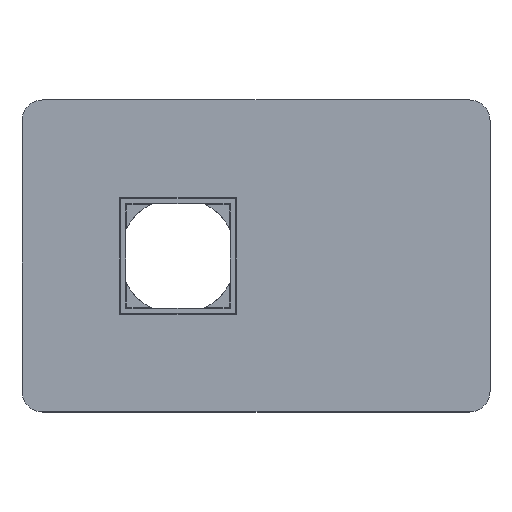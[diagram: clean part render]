
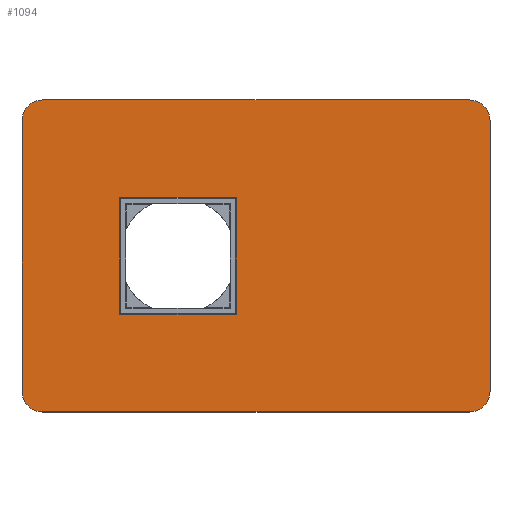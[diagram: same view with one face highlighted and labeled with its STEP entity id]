
A CAD part, top view. The second image highlights one B-rep face of the part: STEP entity #1094.
In plain terms, the highlighted planar face has unit normal (0, 0, 1).
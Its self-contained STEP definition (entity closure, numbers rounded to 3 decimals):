
#3 = EDGE_LOOP ( 'NONE', ( #12, #154, #457, #1270, #792, #986, #103, #1515 ) ) ;
#7 = AXIS2_PLACEMENT_3D ( 'NONE', #1216, #768, #1230 ) ;
#9 = DIRECTION ( 'NONE',  ( -1., 0., 0. ) ) ;
#12 = ORIENTED_EDGE ( 'NONE', *, *, #1132, .T. ) ;
#22 = DIRECTION ( 'NONE',  ( 1., 0., 0. ) ) ;
#48 = CARTESIAN_POINT ( 'NONE',  ( 0., 4., 2. ) ) ;
#78 = VECTOR ( 'NONE', #1084, 1000. ) ;
#93 = DIRECTION ( 'NONE',  ( 0., 0., 1. ) ) ;
#103 = ORIENTED_EDGE ( 'NONE', *, *, #1005, .T. ) ;
#108 = CARTESIAN_POINT ( 'NONE',  ( 0., 56., 2. ) ) ;
#122 = LINE ( 'NONE', #1024, #666 ) ;
#135 = CARTESIAN_POINT ( 'NONE',  ( 86., 60., 2. ) ) ;
#138 = CARTESIAN_POINT ( 'NONE',  ( 18.8, 41.2, 2. ) ) ;
#154 = ORIENTED_EDGE ( 'NONE', *, *, #1220, .T. ) ;
#186 = VERTEX_POINT ( 'NONE', #108 ) ;
#193 = EDGE_CURVE ( 'NONE', #1307, #881, #122, .T. ) ;
#234 = VERTEX_POINT ( 'NONE', #458 ) ;
#252 = VERTEX_POINT ( 'NONE', #955 ) ;
#253 = CARTESIAN_POINT ( 'NONE',  ( 0., 41.2, 2. ) ) ;
#264 = DIRECTION ( 'NONE',  ( 0., 0., 1. ) ) ;
#286 = EDGE_CURVE ( 'NONE', #252, #1412, #1185, .T. ) ;
#296 = VECTOR ( 'NONE', #953, 1000. ) ;
#304 = VERTEX_POINT ( 'NONE', #135 ) ;
#317 = VERTEX_POINT ( 'NONE', #1191 ) ;
#352 = VERTEX_POINT ( 'NONE', #435 ) ;
#363 = CARTESIAN_POINT ( 'NONE',  ( 90., 60., 2. ) ) ;
#371 = CIRCLE ( 'NONE', #7, 4. ) ;
#380 = CARTESIAN_POINT ( 'NONE',  ( 4., 56., 2. ) ) ;
#435 = CARTESIAN_POINT ( 'NONE',  ( 90., 56., 2. ) ) ;
#438 = LINE ( 'NONE', #565, #597 ) ;
#457 = ORIENTED_EDGE ( 'NONE', *, *, #876, .T. ) ;
#458 = CARTESIAN_POINT ( 'NONE',  ( 18.8, 18.8, 2. ) ) ;
#459 = CARTESIAN_POINT ( 'NONE',  ( 4., 4., 2. ) ) ;
#505 = DIRECTION ( 'NONE',  ( 0., -1., 0. ) ) ;
#524 = ORIENTED_EDGE ( 'NONE', *, *, #1506, .T. ) ;
#528 = CARTESIAN_POINT ( 'NONE',  ( 0., 0., 2. ) ) ;
#543 = FACE_OUTER_BOUND ( 'NONE', #3, .T. ) ;
#565 = CARTESIAN_POINT ( 'NONE',  ( 18.8, 0., 2. ) ) ;
#575 = VERTEX_POINT ( 'NONE', #138 ) ;
#577 = CARTESIAN_POINT ( 'NONE',  ( 0., 60., 2. ) ) ;
#597 = VECTOR ( 'NONE', #1147, 1000. ) ;
#606 = CARTESIAN_POINT ( 'NONE',  ( 86., 4., 2. ) ) ;
#619 = EDGE_CURVE ( 'NONE', #881, #317, #1406, .T. ) ;
#632 = CARTESIAN_POINT ( 'NONE',  ( 0., 18.8, 2. ) ) ;
#640 = ORIENTED_EDGE ( 'NONE', *, *, #1309, .T. ) ;
#666 = VECTOR ( 'NONE', #909, 1000. ) ;
#671 = ORIENTED_EDGE ( 'NONE', *, *, #1338, .T. ) ;
#675 = DIRECTION ( 'NONE',  ( 1., 0., 0. ) ) ;
#705 = LINE ( 'NONE', #949, #78 ) ;
#738 = DIRECTION ( 'NONE',  ( 1., 0., 0. ) ) ;
#747 = LINE ( 'NONE', #632, #1374 ) ;
#765 = ORIENTED_EDGE ( 'NONE', *, *, #286, .T. ) ;
#768 = DIRECTION ( 'NONE',  ( 0., 0., 1. ) ) ;
#792 = ORIENTED_EDGE ( 'NONE', *, *, #193, .T. ) ;
#864 = CARTESIAN_POINT ( 'NONE',  ( 41.2, 0., 2. ) ) ;
#867 = EDGE_CURVE ( 'NONE', #1251, #1307, #1200, .T. ) ;
#876 = EDGE_CURVE ( 'NONE', #186, #1251, #1025, .T. ) ;
#881 = VERTEX_POINT ( 'NONE', #930 ) ;
#909 = DIRECTION ( 'NONE',  ( 1., 0., 0. ) ) ;
#911 = VECTOR ( 'NONE', #505, 1000. ) ;
#930 = CARTESIAN_POINT ( 'NONE',  ( 86., 0., 2. ) ) ;
#947 = LINE ( 'NONE', #363, #1302 ) ;
#949 = CARTESIAN_POINT ( 'NONE',  ( 90., 0., 2. ) ) ;
#953 = DIRECTION ( 'NONE',  ( 1., 0., 0. ) ) ;
#955 = CARTESIAN_POINT ( 'NONE',  ( 41.2, 41.2, 2. ) ) ;
#986 = ORIENTED_EDGE ( 'NONE', *, *, #619, .T. ) ;
#1005 = EDGE_CURVE ( 'NONE', #317, #352, #705, .T. ) ;
#1007 = AXIS2_PLACEMENT_3D ( 'NONE', #606, #1070, #22 ) ;
#1011 = AXIS2_PLACEMENT_3D ( 'NONE', #459, #93, #675 ) ;
#1024 = CARTESIAN_POINT ( 'NONE',  ( 0., 0., 2. ) ) ;
#1025 = LINE ( 'NONE', #577, #1206 ) ;
#1044 = DIRECTION ( 'NONE',  ( 0., -1., 0. ) ) ;
#1063 = VERTEX_POINT ( 'NONE', #1472 ) ;
#1070 = DIRECTION ( 'NONE',  ( 0., 0., 1. ) ) ;
#1084 = DIRECTION ( 'NONE',  ( 0., 1., 0. ) ) ;
#1094 = ADVANCED_FACE ( 'NONE', ( #1217, #543 ), #1113, .T. ) ;
#1097 = DIRECTION ( 'NONE',  ( -1., 0., 0. ) ) ;
#1113 = PLANE ( 'NONE',  #1473 ) ;
#1132 = EDGE_CURVE ( 'NONE', #304, #1063, #947, .T. ) ;
#1147 = DIRECTION ( 'NONE',  ( 0., 1., 0. ) ) ;
#1185 = LINE ( 'NONE', #864, #911 ) ;
#1191 = CARTESIAN_POINT ( 'NONE',  ( 90., 4., 2. ) ) ;
#1200 = CIRCLE ( 'NONE', #1011, 4. ) ;
#1206 = VECTOR ( 'NONE', #1044, 1000. ) ;
#1216 = CARTESIAN_POINT ( 'NONE',  ( 86., 56., 2. ) ) ;
#1217 = FACE_BOUND ( 'NONE', #1227, .T. ) ;
#1220 = EDGE_CURVE ( 'NONE', #1063, #186, #1228, .T. ) ;
#1227 = EDGE_LOOP ( 'NONE', ( #671, #524, #765, #640 ) ) ;
#1228 = CIRCLE ( 'NONE', #1500, 4. ) ;
#1230 = DIRECTION ( 'NONE',  ( 1., 0., 0. ) ) ;
#1247 = EDGE_CURVE ( 'NONE', #352, #304, #371, .T. ) ;
#1251 = VERTEX_POINT ( 'NONE', #48 ) ;
#1264 = CARTESIAN_POINT ( 'NONE',  ( 41.2, 18.8, 2. ) ) ;
#1270 = ORIENTED_EDGE ( 'NONE', *, *, #867, .T. ) ;
#1282 = LINE ( 'NONE', #253, #296 ) ;
#1302 = VECTOR ( 'NONE', #9, 1000. ) ;
#1307 = VERTEX_POINT ( 'NONE', #1327 ) ;
#1309 = EDGE_CURVE ( 'NONE', #1412, #234, #747, .T. ) ;
#1327 = CARTESIAN_POINT ( 'NONE',  ( 4., 0., 2. ) ) ;
#1338 = EDGE_CURVE ( 'NONE', #234, #575, #438, .T. ) ;
#1374 = VECTOR ( 'NONE', #1097, 1000. ) ;
#1406 = CIRCLE ( 'NONE', #1007, 4. ) ;
#1412 = VERTEX_POINT ( 'NONE', #1264 ) ;
#1445 = DIRECTION ( 'NONE',  ( 0., 0., 1. ) ) ;
#1454 = DIRECTION ( 'NONE',  ( 1., 0., 0. ) ) ;
#1472 = CARTESIAN_POINT ( 'NONE',  ( 4., 60., 2. ) ) ;
#1473 = AXIS2_PLACEMENT_3D ( 'NONE', #528, #1445, #1454 ) ;
#1500 = AXIS2_PLACEMENT_3D ( 'NONE', #380, #264, #738 ) ;
#1506 = EDGE_CURVE ( 'NONE', #575, #252, #1282, .T. ) ;
#1515 = ORIENTED_EDGE ( 'NONE', *, *, #1247, .T. ) ;
